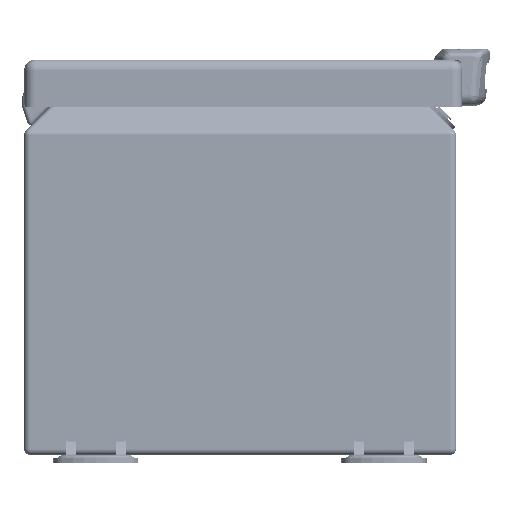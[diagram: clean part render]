
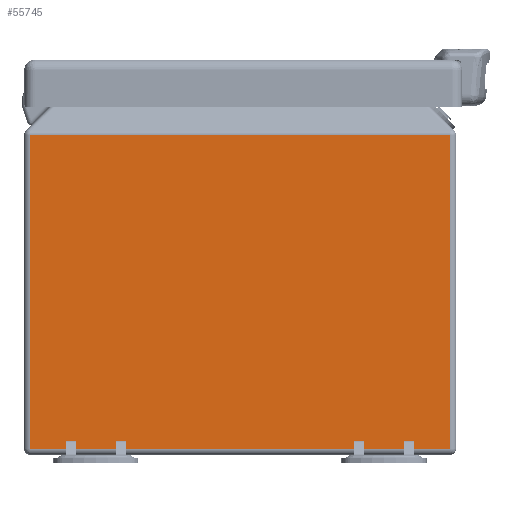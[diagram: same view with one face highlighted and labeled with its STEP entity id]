
A CAD part, front view. The second image highlights one B-rep face of the part: STEP entity #55745.
In plain terms, the highlighted planar face has unit normal (0, -1, 0).
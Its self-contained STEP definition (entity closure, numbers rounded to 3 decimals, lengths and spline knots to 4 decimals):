
#3606=PLANE('',#59928);
#5032=FACE_OUTER_BOUND('',#8463,.T.);
#8463=EDGE_LOOP('',(#38271,#38272,#38273,#38274));
#12201=LINE('',#80795,#16899);
#12203=LINE('',#80808,#16901);
#12204=LINE('',#80812,#16902);
#12205=LINE('',#80813,#16903);
#16899=VECTOR('',#65509,0.3937);
#16901=VECTOR('',#65527,0.3937);
#16902=VECTOR('',#65532,0.3937);
#16903=VECTOR('',#65533,0.3937);
#23744=VERTEX_POINT('',#80792);
#23745=VERTEX_POINT('',#80794);
#23748=VERTEX_POINT('',#80807);
#23749=VERTEX_POINT('',#80811);
#29284=EDGE_CURVE('',#23744,#23745,#12201,.T.);
#29291=EDGE_CURVE('',#23745,#23748,#12203,.T.);
#29293=EDGE_CURVE('',#23749,#23744,#12204,.T.);
#29294=EDGE_CURVE('',#23748,#23749,#12205,.T.);
#38271=ORIENTED_EDGE('',*,*,#29284,.F.);
#38272=ORIENTED_EDGE('',*,*,#29293,.F.);
#38273=ORIENTED_EDGE('',*,*,#29294,.F.);
#38274=ORIENTED_EDGE('',*,*,#29291,.F.);
#55745=ADVANCED_FACE('',(#5032),#3606,.F.);
#59928=AXIS2_PLACEMENT_3D('',#80810,#65530,#65531);
#65509=DIRECTION('',(0.,0.,1.));
#65527=DIRECTION('',(1.,0.,0.));
#65530=DIRECTION('center_axis',(0.,1.,0.));
#65531=DIRECTION('ref_axis',(0.,0.,1.));
#65532=DIRECTION('',(-1.,0.,0.));
#65533=DIRECTION('',(0.,0.,-1.));
#80792=CARTESIAN_POINT('',(-2.916,-3.,0.084));
#80794=CARTESIAN_POINT('',(-2.916,-3.,4.4372));
#80795=CARTESIAN_POINT('',(-2.916,-3.,2.5562));
#80807=CARTESIAN_POINT('',(2.916,-3.,4.4372));
#80808=CARTESIAN_POINT('',(0.,-3.,4.4372));
#80810=CARTESIAN_POINT('Origin',(0.,-3.,2.236));
#80811=CARTESIAN_POINT('',(2.916,-3.,0.084));
#80812=CARTESIAN_POINT('',(0.,-3.,0.084));
#80813=CARTESIAN_POINT('',(2.916,-3.,2.5352));
